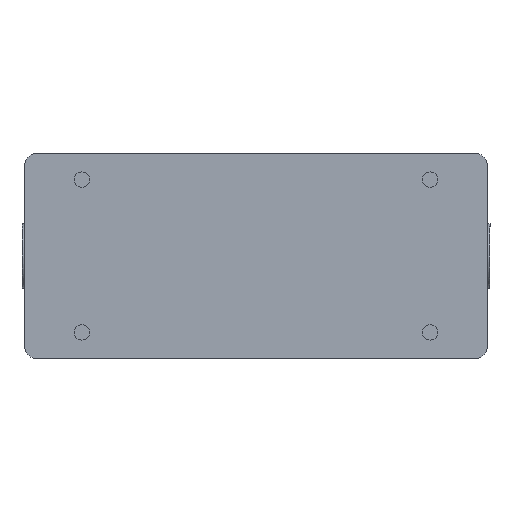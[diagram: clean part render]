
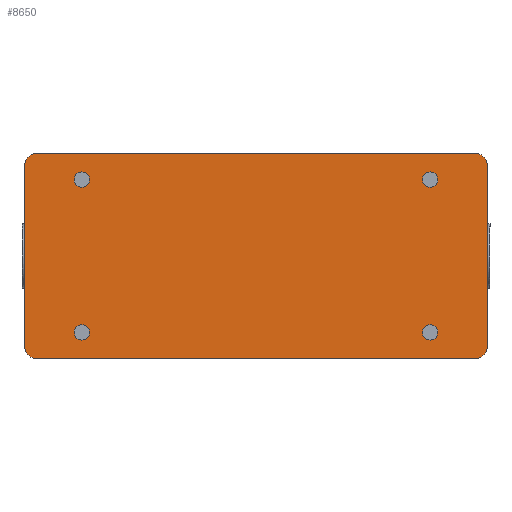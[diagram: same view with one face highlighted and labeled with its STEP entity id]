
A CAD part, front view. The second image highlights one B-rep face of the part: STEP entity #8650.
In plain terms, the highlighted planar face has unit normal (0, -1, 0).
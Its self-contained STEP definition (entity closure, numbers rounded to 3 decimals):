
#127=FACE_BOUND('',#2872,.T.);
#128=FACE_BOUND('',#2873,.T.);
#129=FACE_BOUND('',#2874,.T.);
#130=FACE_BOUND('',#2875,.T.);
#251=PLANE('',#9320);
#561=LINE('',#13312,#1317);
#579=LINE('',#13372,#1335);
#616=LINE('',#13503,#1372);
#661=LINE('',#13632,#1417);
#1317=VECTOR('',#10310,170.);
#1335=VECTOR('',#10364,70.);
#1372=VECTOR('',#10485,70.);
#1417=VECTOR('',#10638,170.);
#2336=FACE_OUTER_BOUND('',#2871,.T.);
#2871=EDGE_LOOP('',(#6729,#6730,#6731,#6732,#6733,#6734,#6735,#6736));
#2872=EDGE_LOOP('',(#6737));
#2873=EDGE_LOOP('',(#6738));
#2874=EDGE_LOOP('',(#6739));
#2875=EDGE_LOOP('',(#6740));
#3382=CIRCLE('',#9216,3.);
#3384=CIRCLE('',#9219,3.);
#3386=CIRCLE('',#9222,3.);
#3388=CIRCLE('',#9225,3.);
#3413=CIRCLE('',#9313,5.);
#3414=CIRCLE('',#9315,5.);
#3415=CIRCLE('',#9317,5.);
#3416=CIRCLE('',#9319,5.);
#3870=VERTEX_POINT('',#13309);
#3871=VERTEX_POINT('',#13311);
#3894=VERTEX_POINT('',#13369);
#3895=VERTEX_POINT('',#13371);
#3946=VERTEX_POINT('',#13500);
#3947=VERTEX_POINT('',#13502);
#3976=VERTEX_POINT('',#13629);
#3977=VERTEX_POINT('',#13631);
#3979=VERTEX_POINT('',#13640);
#3981=VERTEX_POINT('',#13645);
#3983=VERTEX_POINT('',#13650);
#3985=VERTEX_POINT('',#13655);
#4762=EDGE_CURVE('',#3871,#3870,#561,.T.);
#4792=EDGE_CURVE('',#3895,#3894,#579,.T.);
#4859=EDGE_CURVE('',#3947,#3946,#616,.T.);
#4924=EDGE_CURVE('',#3977,#3976,#661,.T.);
#4929=EDGE_CURVE('',#3979,#3979,#3382,.T.);
#4931=EDGE_CURVE('',#3981,#3981,#3384,.T.);
#4933=EDGE_CURVE('',#3983,#3983,#3386,.T.);
#4935=EDGE_CURVE('',#3985,#3985,#3388,.T.);
#5015=EDGE_CURVE('',#3894,#3977,#3413,.T.);
#5016=EDGE_CURVE('',#3870,#3895,#3414,.T.);
#5017=EDGE_CURVE('',#3946,#3871,#3415,.T.);
#5018=EDGE_CURVE('',#3976,#3947,#3416,.T.);
#6729=ORIENTED_EDGE('',*,*,#5018,.T.);
#6730=ORIENTED_EDGE('',*,*,#4859,.T.);
#6731=ORIENTED_EDGE('',*,*,#5017,.T.);
#6732=ORIENTED_EDGE('',*,*,#4762,.T.);
#6733=ORIENTED_EDGE('',*,*,#5016,.T.);
#6734=ORIENTED_EDGE('',*,*,#4792,.T.);
#6735=ORIENTED_EDGE('',*,*,#5015,.T.);
#6736=ORIENTED_EDGE('',*,*,#4924,.T.);
#6737=ORIENTED_EDGE('',*,*,#4929,.T.);
#6738=ORIENTED_EDGE('',*,*,#4931,.T.);
#6739=ORIENTED_EDGE('',*,*,#4933,.T.);
#6740=ORIENTED_EDGE('',*,*,#4935,.T.);
#8650=ADVANCED_FACE('',(#2336,#127,#128,#129,#130),#251,.F.);
#9216=AXIS2_PLACEMENT_3D('',#13641,#10648,#10649);
#9219=AXIS2_PLACEMENT_3D('',#13646,#10654,#10655);
#9222=AXIS2_PLACEMENT_3D('',#13651,#10660,#10661);
#9225=AXIS2_PLACEMENT_3D('',#13656,#10666,#10667);
#9313=AXIS2_PLACEMENT_3D('',#13839,#10897,#10898);
#9315=AXIS2_PLACEMENT_3D('',#13841,#10901,#10902);
#9317=AXIS2_PLACEMENT_3D('',#13843,#10905,#10906);
#9319=AXIS2_PLACEMENT_3D('',#13845,#10909,#10910);
#9320=AXIS2_PLACEMENT_3D('',#13846,#10911,#10912);
#10310=DIRECTION('',(1.,0.,0.));
#10364=DIRECTION('',(0.,0.,1.));
#10485=DIRECTION('',(0.,0.,-1.));
#10638=DIRECTION('',(-1.,0.,0.));
#10648=DIRECTION('center_axis',(0.,1.,0.));
#10649=DIRECTION('ref_axis',(-1.,0.,0.));
#10654=DIRECTION('center_axis',(0.,1.,0.));
#10655=DIRECTION('ref_axis',(-1.,0.,0.));
#10660=DIRECTION('center_axis',(0.,1.,0.));
#10661=DIRECTION('ref_axis',(-1.,0.,0.));
#10666=DIRECTION('center_axis',(0.,1.,0.));
#10667=DIRECTION('ref_axis',(-1.,0.,0.));
#10897=DIRECTION('center_axis',(0.,-1.,0.));
#10898=DIRECTION('ref_axis',(0.,0.,-1.));
#10901=DIRECTION('center_axis',(0.,-1.,0.));
#10902=DIRECTION('ref_axis',(-1.,0.,0.));
#10905=DIRECTION('center_axis',(0.,-1.,0.));
#10906=DIRECTION('ref_axis',(0.,0.,1.));
#10909=DIRECTION('center_axis',(0.,-1.,0.));
#10910=DIRECTION('ref_axis',(1.,0.,0.));
#10911=DIRECTION('center_axis',(0.,1.,0.));
#10912=DIRECTION('ref_axis',(0.,0.,1.));
#13309=CARTESIAN_POINT('',(130.,-43.,-40.));
#13311=CARTESIAN_POINT('',(-40.,-43.,-40.));
#13312=CARTESIAN_POINT('',(-40.,-43.,-40.));
#13369=CARTESIAN_POINT('',(135.,-43.,35.));
#13371=CARTESIAN_POINT('',(135.,-43.,-35.));
#13372=CARTESIAN_POINT('',(135.,-43.,-35.));
#13500=CARTESIAN_POINT('',(-45.,-43.,-35.));
#13502=CARTESIAN_POINT('',(-45.,-43.,35.));
#13503=CARTESIAN_POINT('',(-45.,-43.,35.));
#13629=CARTESIAN_POINT('',(-40.,-43.,40.));
#13631=CARTESIAN_POINT('',(130.,-43.,40.));
#13632=CARTESIAN_POINT('',(130.,-43.,40.));
#13640=CARTESIAN_POINT('',(115.707,-43.,29.707));
#13641=CARTESIAN_POINT('Origin',(112.707,-43.,29.707));
#13645=CARTESIAN_POINT('',(-19.707,-43.,-29.707));
#13646=CARTESIAN_POINT('Origin',(-22.707,-43.,-29.707));
#13650=CARTESIAN_POINT('',(-19.707,-43.,29.707));
#13651=CARTESIAN_POINT('Origin',(-22.707,-43.,29.707));
#13655=CARTESIAN_POINT('',(115.707,-43.,-29.707));
#13656=CARTESIAN_POINT('Origin',(112.707,-43.,-29.707));
#13839=CARTESIAN_POINT('Origin',(130.,-43.,35.));
#13841=CARTESIAN_POINT('Origin',(130.,-43.,-35.));
#13843=CARTESIAN_POINT('Origin',(-40.,-43.,-35.));
#13845=CARTESIAN_POINT('Origin',(-40.,-43.,35.));
#13846=CARTESIAN_POINT('Origin',(45.,-43.,0.));
